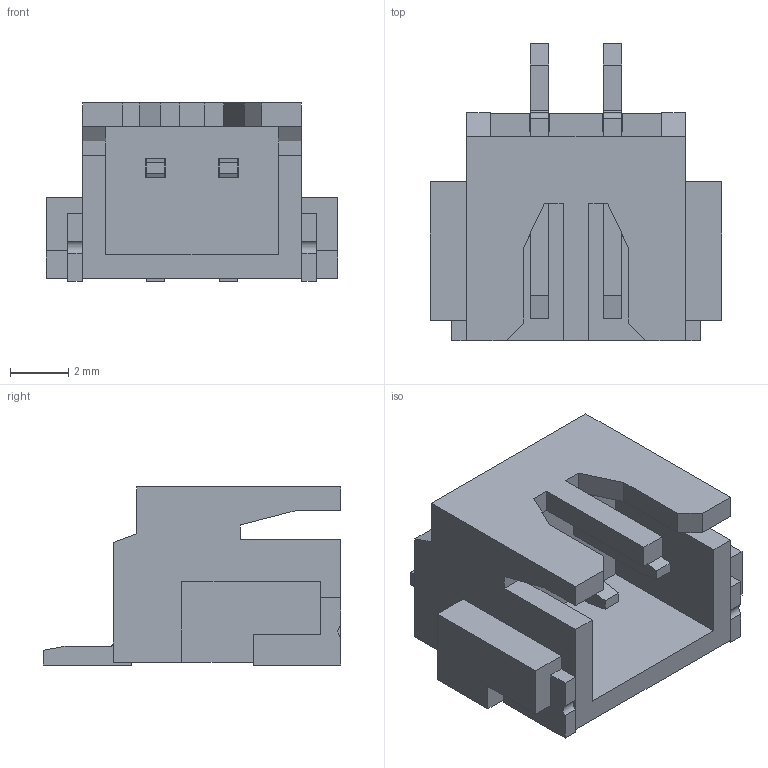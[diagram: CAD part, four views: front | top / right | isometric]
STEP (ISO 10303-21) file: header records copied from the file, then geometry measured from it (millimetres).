
FILE_DESCRIPTION(/* description */ (''),/* implementation_level */ '2;1');
FILE_NAME(/* name */ 'JST-XH2-SMD v3.step',/* time_stamp */ '2024-05-23T23:10:25-07:00',/* author */ (''),/* organization */ (''),/* preprocessor_version */ 'ST-DEVELOPER v20',/* originating_system */ 'Autodesk Translation Framework v12.20.1.177',/* authorisation */ '');
FILE_SCHEMA (('AUTOMOTIVE_DESIGN { 1 0 10303 214 3 1 1 }'));
Length unit declared in the file: millimetre
Products named in the file (1): JST-XH2-SMD
Bounding box: 10 x 10.2 x 6.1 mm (x, y, z)
Volume: 214.3 mm3; surface area: 571.9 mm2
Topology: 5 solids, 5 shells, 120 faces, 330 edges, 220 vertices
Faces by surface type: plane 114, cylinder 6
Entity records: 3797 total; most frequent: CARTESIAN_POINT 671, ORIENTED_EDGE 660, DIRECTION 584, EDGE_CURVE 330, LINE 318, VECTOR 318, VERTEX_POINT 220, AXIS2_PLACEMENT_3D 133
